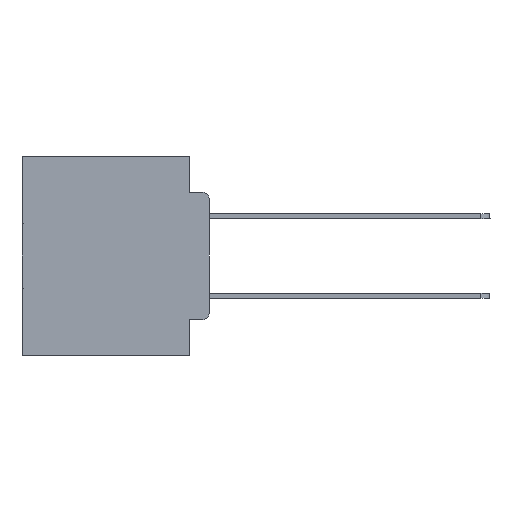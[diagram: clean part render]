
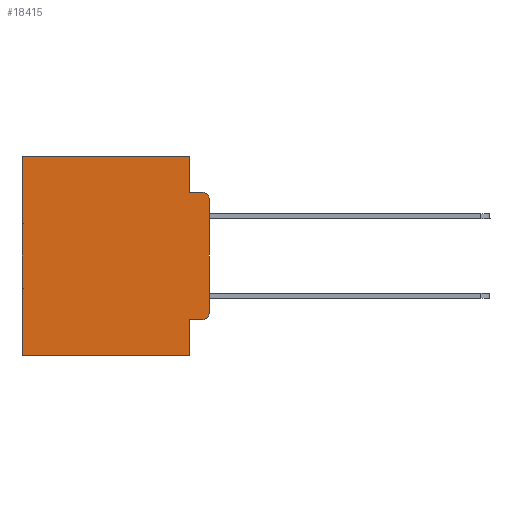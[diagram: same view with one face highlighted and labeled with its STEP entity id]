
A CAD part, left-side view. The second image highlights one B-rep face of the part: STEP entity #18415.
In plain terms, the highlighted planar face has unit normal (-1, 0, 0).
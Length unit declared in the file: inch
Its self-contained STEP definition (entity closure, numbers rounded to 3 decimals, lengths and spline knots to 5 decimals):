
#509 = CARTESIAN_POINT ( 'NONE',  ( 0.298, 0., -0.5 ) ) ;
#549 = VECTOR ( 'NONE', #22398, 39.37008 ) ;
#1494 = AXIS2_PLACEMENT_3D ( 'NONE', #16384, #26981, #26564 ) ;
#2522 = VECTOR ( 'NONE', #9609, 39.37008 ) ;
#2862 = VERTEX_POINT ( 'NONE', #24897 ) ;
#3531 = EDGE_CURVE ( 'NONE', #24096, #11856, #12140, .T. ) ;
#3965 = ORIENTED_EDGE ( 'NONE', *, *, #28909, .T. ) ;
#3996 = LINE ( 'NONE', #19634, #15339 ) ;
#4554 = CARTESIAN_POINT ( 'NONE',  ( 0.298, 0.02, -0.0885 ) ) ;
#4750 = DIRECTION ( 'NONE',  ( 0., 0., -1. ) ) ;
#5383 = ORIENTED_EDGE ( 'NONE', *, *, #12149, .F. ) ;
#5425 = EDGE_CURVE ( 'NONE', #17388, #18431, #9708, .T. ) ;
#6014 = CIRCLE ( 'NONE', #29018, 0.02 ) ;
#7562 = DIRECTION ( 'NONE',  ( 0., 0., -1. ) ) ;
#7606 = EDGE_LOOP ( 'NONE', ( #18535, #3965, #27714, #13619, #12491, #18316, #28274, #5383, #31483, #26526 ) ) ;
#7844 = DIRECTION ( 'NONE',  ( -1., 0., 0. ) ) ;
#7846 = CARTESIAN_POINT ( 'NONE',  ( 0.298, 0., -0.1085 ) ) ;
#8704 = EDGE_CURVE ( 'NONE', #13239, #15616, #29502, .T. ) ;
#9609 = DIRECTION ( 'NONE',  ( 0., 0., -1. ) ) ;
#9708 = LINE ( 'NONE', #10887, #14401 ) ;
#10222 = CARTESIAN_POINT ( 'NONE',  ( 0.298, 0.051, -0.0885 ) ) ;
#10887 = CARTESIAN_POINT ( 'NONE',  ( 0.298, 0.051, -0.0885 ) ) ;
#11474 = DIRECTION ( 'NONE',  ( 0., 0., -1. ) ) ;
#11509 = VECTOR ( 'NONE', #11474, 39.37008 ) ;
#11856 = VERTEX_POINT ( 'NONE', #31815 ) ;
#11863 = FACE_OUTER_BOUND ( 'NONE', #7606, .T. ) ;
#11983 = CARTESIAN_POINT ( 'NONE',  ( 0.298, 0.051, 0. ) ) ;
#12140 = LINE ( 'NONE', #12594, #31365 ) ;
#12149 = EDGE_CURVE ( 'NONE', #13239, #2862, #3996, .T. ) ;
#12166 = EDGE_CURVE ( 'NONE', #2862, #23458, #17285, .T. ) ;
#12223 = CARTESIAN_POINT ( 'NONE',  ( 0.298, 0.473, 0. ) ) ;
#12264 = CARTESIAN_POINT ( 'NONE',  ( 0.298, 0.051, 0. ) ) ;
#12491 = ORIENTED_EDGE ( 'NONE', *, *, #3531, .T. ) ;
#12594 = CARTESIAN_POINT ( 'NONE',  ( 0.298, 0., 0. ) ) ;
#12735 = DIRECTION ( 'NONE',  ( 0., 0., -1. ) ) ;
#13107 = LINE ( 'NONE', #11983, #24857 ) ;
#13239 = VERTEX_POINT ( 'NONE', #20298 ) ;
#13619 = ORIENTED_EDGE ( 'NONE', *, *, #27304, .F. ) ;
#13702 = VERTEX_POINT ( 'NONE', #14100 ) ;
#14086 = CARTESIAN_POINT ( 'NONE',  ( 0.298, 0., 0. ) ) ;
#14100 = CARTESIAN_POINT ( 'NONE',  ( 0.298, 0., -0.3915 ) ) ;
#14401 = VECTOR ( 'NONE', #30713, 39.37008 ) ;
#14452 = AXIS2_PLACEMENT_3D ( 'NONE', #30113, #14656, #7562 ) ;
#14656 = DIRECTION ( 'NONE',  ( -1., 0., 0. ) ) ;
#15044 = CARTESIAN_POINT ( 'NONE',  ( 0.298, 0.02, -0.1085 ) ) ;
#15339 = VECTOR ( 'NONE', #12735, 39.37008 ) ;
#15616 = VERTEX_POINT ( 'NONE', #25766 ) ;
#15800 = LINE ( 'NONE', #12223, #2522 ) ;
#16384 = CARTESIAN_POINT ( 'NONE',  ( 0.298, 0., 0. ) ) ;
#16781 = VERTEX_POINT ( 'NONE', #7846 ) ;
#17285 = LINE ( 'NONE', #509, #31841 ) ;
#17388 = VERTEX_POINT ( 'NONE', #10222 ) ;
#18316 = ORIENTED_EDGE ( 'NONE', *, *, #28769, .T. ) ;
#18415 = ADVANCED_FACE ( 'NONE', ( #11863 ), #31407, .F. ) ;
#18431 = VERTEX_POINT ( 'NONE', #4554 ) ;
#18535 = ORIENTED_EDGE ( 'NONE', *, *, #28696, .F. ) ;
#19084 = CIRCLE ( 'NONE', #14452, 0.02 ) ;
#19634 = CARTESIAN_POINT ( 'NONE',  ( 0.298, 0.051, 0. ) ) ;
#19867 = CARTESIAN_POINT ( 'NONE',  ( 0.298, 0.051, -0.4115 ) ) ;
#19881 = CARTESIAN_POINT ( 'NONE',  ( 0.298, 0.473, -0.5 ) ) ;
#20160 = LINE ( 'NONE', #14086, #11509 ) ;
#20298 = CARTESIAN_POINT ( 'NONE',  ( 0.298, 0.051, -0.4115 ) ) ;
#22398 = DIRECTION ( 'NONE',  ( 0., -1., 0. ) ) ;
#22786 = DIRECTION ( 'NONE',  ( 0., 1., 0. ) ) ;
#23458 = VERTEX_POINT ( 'NONE', #19881 ) ;
#24096 = VERTEX_POINT ( 'NONE', #12264 ) ;
#24658 = DIRECTION ( 'NONE',  ( 0., 1., 0. ) ) ;
#24857 = VECTOR ( 'NONE', #4750, 39.37008 ) ;
#24897 = CARTESIAN_POINT ( 'NONE',  ( 0.298, 0.051, -0.5 ) ) ;
#25766 = CARTESIAN_POINT ( 'NONE',  ( 0.298, 0.02, -0.4115 ) ) ;
#26194 = EDGE_CURVE ( 'NONE', #15616, #13702, #19084, .T. ) ;
#26526 = ORIENTED_EDGE ( 'NONE', *, *, #26194, .T. ) ;
#26564 = DIRECTION ( 'NONE',  ( 0., 0., -1. ) ) ;
#26981 = DIRECTION ( 'NONE',  ( 1., 0., 0. ) ) ;
#27304 = EDGE_CURVE ( 'NONE', #24096, #17388, #13107, .T. ) ;
#27646 = DIRECTION ( 'NONE',  ( 0., 0., -1. ) ) ;
#27714 = ORIENTED_EDGE ( 'NONE', *, *, #5425, .F. ) ;
#28274 = ORIENTED_EDGE ( 'NONE', *, *, #12166, .F. ) ;
#28696 = EDGE_CURVE ( 'NONE', #16781, #13702, #20160, .T. ) ;
#28769 = EDGE_CURVE ( 'NONE', #11856, #23458, #15800, .T. ) ;
#28909 = EDGE_CURVE ( 'NONE', #16781, #18431, #6014, .T. ) ;
#29018 = AXIS2_PLACEMENT_3D ( 'NONE', #15044, #7844, #27646 ) ;
#29502 = LINE ( 'NONE', #19867, #549 ) ;
#30113 = CARTESIAN_POINT ( 'NONE',  ( 0.298, 0.02, -0.3915 ) ) ;
#30713 = DIRECTION ( 'NONE',  ( 0., -1., 0. ) ) ;
#31365 = VECTOR ( 'NONE', #22786, 39.37008 ) ;
#31407 = PLANE ( 'NONE',  #1494 ) ;
#31483 = ORIENTED_EDGE ( 'NONE', *, *, #8704, .T. ) ;
#31815 = CARTESIAN_POINT ( 'NONE',  ( 0.298, 0.473, 0. ) ) ;
#31841 = VECTOR ( 'NONE', #24658, 39.37008 ) ;
